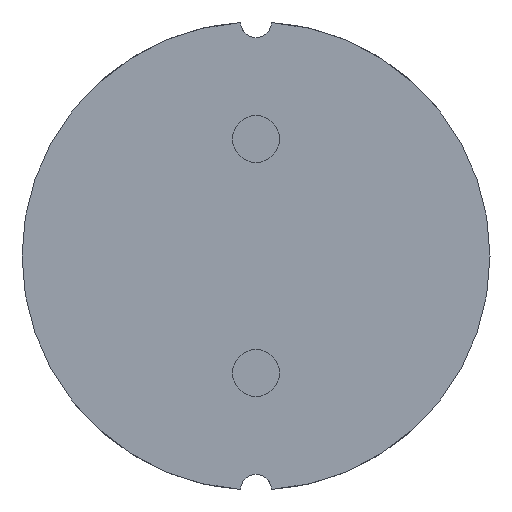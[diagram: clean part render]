
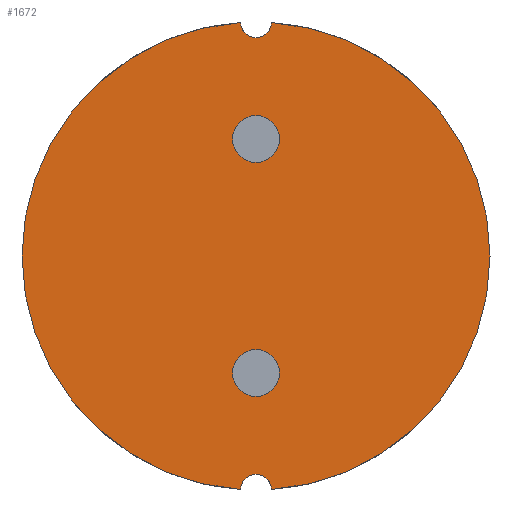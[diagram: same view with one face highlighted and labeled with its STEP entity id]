
A CAD part, front view. The second image highlights one B-rep face of the part: STEP entity #1672.
In plain terms, the highlighted planar face has unit normal (0, -1, 0).
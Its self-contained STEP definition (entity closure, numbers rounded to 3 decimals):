
#123 = CARTESIAN_POINT ( 'NONE',  ( -0.168, -3.316, 2.981 ) ) ;
#212 = EDGE_CURVE ( 'NONE', #529, #2071, #2727, .T. ) ;
#275 = AXIS2_PLACEMENT_3D ( 'NONE', #1719, #4200, #2106 ) ;
#340 = VERTEX_POINT ( 'NONE', #4301 ) ;
#360 = CIRCLE ( 'NONE', #2102, 0.2 ) ;
#363 = AXIS2_PLACEMENT_3D ( 'NONE', #2100, #4148, #2772 ) ;
#396 = CARTESIAN_POINT ( 'NONE',  ( -0.368, -3.316, 2.988 ) ) ;
#410 = ORIENTED_EDGE ( 'NONE', *, *, #827, .F. ) ;
#432 = ORIENTED_EDGE ( 'NONE', *, *, #1802, .F. ) ;
#504 = DIRECTION ( 'NONE',  ( 0., -1., 0. ) ) ;
#510 = DIRECTION ( 'NONE',  ( 0., 0., 1. ) ) ;
#529 = VERTEX_POINT ( 'NONE', #2319 ) ;
#721 = DIRECTION ( 'NONE',  ( 0., 1., 0. ) ) ;
#727 = CARTESIAN_POINT ( 'NONE',  ( -0.568, -3.316, 2.981 ) ) ;
#806 = VERTEX_POINT ( 'NONE', #727 ) ;
#827 = EDGE_CURVE ( 'NONE', #2071, #529, #1874, .T. ) ;
#882 = PLANE ( 'NONE',  #1097 ) ;
#986 = CARTESIAN_POINT ( 'NONE',  ( -0.368, -3.316, -0.012 ) ) ;
#1018 = EDGE_CURVE ( 'NONE', #1260, #4389, #1662, .T. ) ;
#1058 = DIRECTION ( 'NONE',  ( 0., 1., 0. ) ) ;
#1091 = AXIS2_PLACEMENT_3D ( 'NONE', #4168, #2475, #1108 ) ;
#1097 = AXIS2_PLACEMENT_3D ( 'NONE', #986, #721, #3065 ) ;
#1108 = DIRECTION ( 'NONE',  ( 0., 0., 1. ) ) ;
#1146 = CARTESIAN_POINT ( 'NONE',  ( -0.368, -3.316, 1.188 ) ) ;
#1260 = VERTEX_POINT ( 'NONE', #3575 ) ;
#1328 = ORIENTED_EDGE ( 'NONE', *, *, #1729, .F. ) ;
#1453 = AXIS2_PLACEMENT_3D ( 'NONE', #2568, #2890, #3227 ) ;
#1541 = CARTESIAN_POINT ( 'NONE',  ( -0.368, -3.316, -1.512 ) ) ;
#1662 = CIRCLE ( 'NONE', #1453, 0.2 ) ;
#1672 = ADVANCED_FACE ( 'NONE', ( #2616, #4359, #2333 ), #882, .F. ) ;
#1719 = CARTESIAN_POINT ( 'NONE',  ( -0.368, -3.316, -1.512 ) ) ;
#1729 = EDGE_CURVE ( 'NONE', #1956, #2813, #1959, .T. ) ;
#1759 = DIRECTION ( 'NONE',  ( 0., -1., 0. ) ) ;
#1802 = EDGE_CURVE ( 'NONE', #2813, #1956, #3647, .T. ) ;
#1874 = CIRCLE ( 'NONE', #275, 0.3 ) ;
#1915 = ORIENTED_EDGE ( 'NONE', *, *, #4071, .T. ) ;
#1956 = VERTEX_POINT ( 'NONE', #2796 ) ;
#1959 = CIRCLE ( 'NONE', #363, 0.3 ) ;
#2003 = ORIENTED_EDGE ( 'NONE', *, *, #3754, .F. ) ;
#2055 = CARTESIAN_POINT ( 'NONE',  ( -0.368, -3.316, -3.012 ) ) ;
#2071 = VERTEX_POINT ( 'NONE', #4265 ) ;
#2100 = CARTESIAN_POINT ( 'NONE',  ( -0.368, -3.316, 1.488 ) ) ;
#2102 = AXIS2_PLACEMENT_3D ( 'NONE', #396, #4458, #3837 ) ;
#2106 = DIRECTION ( 'NONE',  ( 0., 0., 1. ) ) ;
#2210 = EDGE_LOOP ( 'NONE', ( #410, #4233 ) ) ;
#2261 = AXIS2_PLACEMENT_3D ( 'NONE', #4193, #1759, #4479 ) ;
#2319 = CARTESIAN_POINT ( 'NONE',  ( -0.368, -3.316, -1.812 ) ) ;
#2333 = FACE_OUTER_BOUND ( 'NONE', #3422, .T. ) ;
#2396 = CIRCLE ( 'NONE', #1091, 3. ) ;
#2475 = DIRECTION ( 'NONE',  ( 0., 1., 0. ) ) ;
#2568 = CARTESIAN_POINT ( 'NONE',  ( -0.368, -3.316, -3.012 ) ) ;
#2616 = FACE_BOUND ( 'NONE', #2210, .T. ) ;
#2727 = CIRCLE ( 'NONE', #3454, 0.3 ) ;
#2740 = ORIENTED_EDGE ( 'NONE', *, *, #1018, .T. ) ;
#2767 = CIRCLE ( 'NONE', #3499, 3. ) ;
#2772 = DIRECTION ( 'NONE',  ( 0., 0., 1. ) ) ;
#2796 = CARTESIAN_POINT ( 'NONE',  ( -0.368, -3.316, 1.788 ) ) ;
#2813 = VERTEX_POINT ( 'NONE', #1146 ) ;
#2845 = CIRCLE ( 'NONE', #4210, 0.2 ) ;
#2890 = DIRECTION ( 'NONE',  ( 0., 1., 0. ) ) ;
#2924 = DIRECTION ( 'NONE',  ( 0., 0., 1. ) ) ;
#2954 = DIRECTION ( 'NONE',  ( 0., 1., 0. ) ) ;
#2992 = EDGE_LOOP ( 'NONE', ( #1328, #432 ) ) ;
#3065 = DIRECTION ( 'NONE',  ( 1., 0., 0. ) ) ;
#3227 = DIRECTION ( 'NONE',  ( 0., 0., 1. ) ) ;
#3243 = ORIENTED_EDGE ( 'NONE', *, *, #3860, .T. ) ;
#3247 = CARTESIAN_POINT ( 'NONE',  ( -0.368, -3.316, -0.012 ) ) ;
#3273 = CARTESIAN_POINT ( 'NONE',  ( -0.368, -3.316, -2.812 ) ) ;
#3422 = EDGE_LOOP ( 'NONE', ( #2003, #2740, #1915, #4018, #3243 ) ) ;
#3454 = AXIS2_PLACEMENT_3D ( 'NONE', #1541, #504, #2924 ) ;
#3455 = DIRECTION ( 'NONE',  ( 0., 0., 1. ) ) ;
#3499 = AXIS2_PLACEMENT_3D ( 'NONE', #3247, #2954, #510 ) ;
#3575 = CARTESIAN_POINT ( 'NONE',  ( -0.568, -3.316, -3.005 ) ) ;
#3647 = CIRCLE ( 'NONE', #2261, 0.3 ) ;
#3754 = EDGE_CURVE ( 'NONE', #1260, #806, #2396, .T. ) ;
#3837 = DIRECTION ( 'NONE',  ( 0., 0., 1. ) ) ;
#3860 = EDGE_CURVE ( 'NONE', #4282, #806, #360, .T. ) ;
#4018 = ORIENTED_EDGE ( 'NONE', *, *, #4244, .F. ) ;
#4071 = EDGE_CURVE ( 'NONE', #4389, #340, #2845, .T. ) ;
#4148 = DIRECTION ( 'NONE',  ( 0., -1., 0. ) ) ;
#4168 = CARTESIAN_POINT ( 'NONE',  ( -0.368, -3.316, -0.012 ) ) ;
#4193 = CARTESIAN_POINT ( 'NONE',  ( -0.368, -3.316, 1.488 ) ) ;
#4200 = DIRECTION ( 'NONE',  ( 0., -1., 0. ) ) ;
#4210 = AXIS2_PLACEMENT_3D ( 'NONE', #2055, #1058, #3455 ) ;
#4233 = ORIENTED_EDGE ( 'NONE', *, *, #212, .F. ) ;
#4244 = EDGE_CURVE ( 'NONE', #4282, #340, #2767, .T. ) ;
#4265 = CARTESIAN_POINT ( 'NONE',  ( -0.368, -3.316, -1.212 ) ) ;
#4282 = VERTEX_POINT ( 'NONE', #123 ) ;
#4301 = CARTESIAN_POINT ( 'NONE',  ( -0.168, -3.316, -3.005 ) ) ;
#4359 = FACE_BOUND ( 'NONE', #2992, .T. ) ;
#4389 = VERTEX_POINT ( 'NONE', #3273 ) ;
#4458 = DIRECTION ( 'NONE',  ( 0., 1., 0. ) ) ;
#4479 = DIRECTION ( 'NONE',  ( 0., 0., 1. ) ) ;
